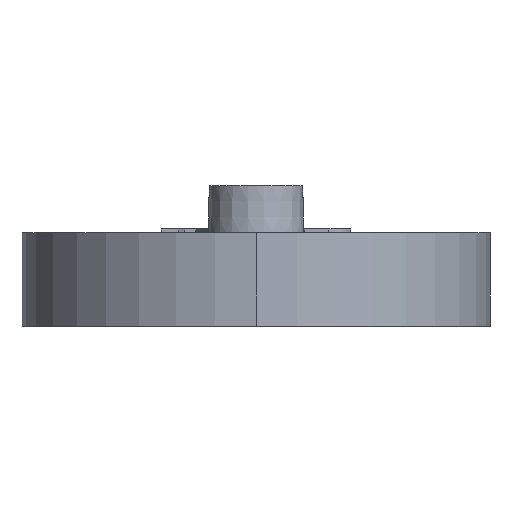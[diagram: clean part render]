
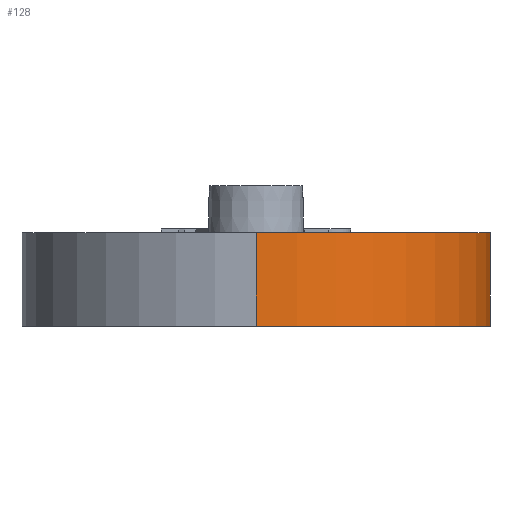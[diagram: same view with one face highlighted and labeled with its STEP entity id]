
A CAD part, left-side view. The second image highlights one B-rep face of the part: STEP entity #128.
In plain terms, the highlighted cylindrical face has radius 12.5 mm (diameter 25 mm), a partial arc.
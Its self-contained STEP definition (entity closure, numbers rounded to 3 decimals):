
#128 = ADVANCED_FACE( '', ( #438 ), #439, .T. );
#438 = FACE_OUTER_BOUND( '', #920, .T. );
#439 = CYLINDRICAL_SURFACE( '', #921, 12.5 );
#920 = EDGE_LOOP( '', ( #1873, #1874, #1875, #1876 ) );
#921 = AXIS2_PLACEMENT_3D( '', #1877, #1878, #1879 );
#1873 = ORIENTED_EDGE( '', *, *, #3045, .T. );
#1874 = ORIENTED_EDGE( '', *, *, #3414, .F. );
#1875 = ORIENTED_EDGE( '', *, *, #3355, .F. );
#1876 = ORIENTED_EDGE( '', *, *, #3413, .T. );
#1877 = CARTESIAN_POINT( '', ( -25.5, 0., 0. ) );
#1878 = DIRECTION( '', ( 0., 0., -1. ) );
#1879 = DIRECTION( '', ( 0., 1., 0. ) );
#3045 = EDGE_CURVE( '', #3619, #3617, #3620, .T. );
#3355 = EDGE_CURVE( '', #4179, #4181, #4182, .T. );
#3413 = EDGE_CURVE( '', #4179, #3619, #4296, .T. );
#3414 = EDGE_CURVE( '', #4181, #3617, #4297, .T. );
#3617 = VERTEX_POINT( '', #4555 );
#3619 = VERTEX_POINT( '', #4557 );
#3620 = CIRCLE( '', #4558, 12.5 );
#4179 = VERTEX_POINT( '', #5371 );
#4181 = VERTEX_POINT( '', #5374 );
#4182 = CIRCLE( '', #5375, 12.5 );
#4296 = LINE( '', #5536, #5537 );
#4297 = LINE( '', #5538, #5539 );
#4555 = CARTESIAN_POINT( '', ( -38., 0., 5. ) );
#4557 = CARTESIAN_POINT( '', ( -25.5, -12.5, 5. ) );
#4558 = AXIS2_PLACEMENT_3D( '', #5931, #5932, #5933 );
#5371 = CARTESIAN_POINT( '', ( -25.5, -12.5, 0. ) );
#5374 = CARTESIAN_POINT( '', ( -38., 0., 0. ) );
#5375 = AXIS2_PLACEMENT_3D( '', #6351, #6352, #6353 );
#5536 = CARTESIAN_POINT( '', ( -25.5, -12.5, 0. ) );
#5537 = VECTOR( '', #6431, 1000. );
#5538 = CARTESIAN_POINT( '', ( -38., 0., 0. ) );
#5539 = VECTOR( '', #6432, 1000. );
#5931 = CARTESIAN_POINT( '', ( -25.5, 0., 5. ) );
#5932 = DIRECTION( '', ( 0., 0., -1. ) );
#5933 = DIRECTION( '', ( 0., 1., 0. ) );
#6351 = CARTESIAN_POINT( '', ( -25.5, 0., 0. ) );
#6352 = DIRECTION( '', ( 0., 0., -1. ) );
#6353 = DIRECTION( '', ( 0., 1., 0. ) );
#6431 = DIRECTION( '', ( 0., 0., 1. ) );
#6432 = DIRECTION( '', ( 0., 0., 1. ) );
